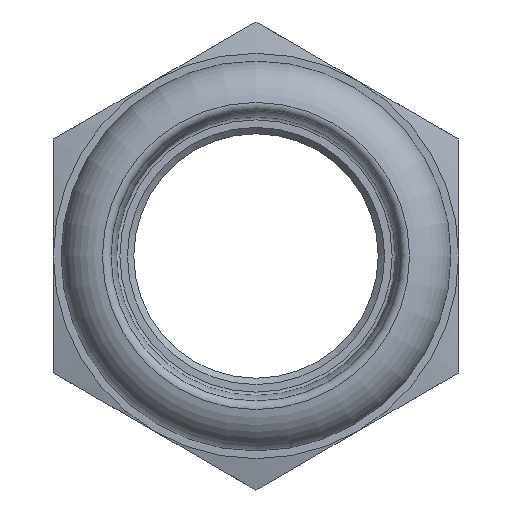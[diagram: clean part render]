
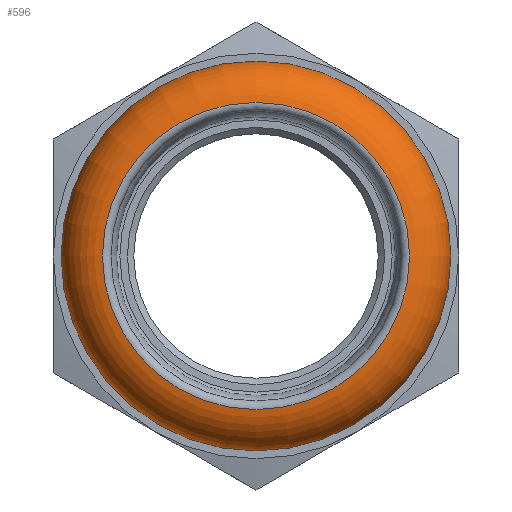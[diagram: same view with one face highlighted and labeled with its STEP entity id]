
A CAD part, front view. The second image highlights one B-rep face of the part: STEP entity #596.
In plain terms, the highlighted toroidal (fillet/blend) face has major radius 11.646 mm and minor radius 3.759 mm.
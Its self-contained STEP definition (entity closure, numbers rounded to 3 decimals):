
#107=FACE_OUTER_BOUND('',#146,.T.);
#146=EDGE_LOOP('',(#399,#400,#401,#402,#403,#404));
#189=CIRCLE('',#656,12.65);
#190=CIRCLE('',#657,12.65);
#191=CIRCLE('',#658,3.759);
#192=CIRCLE('',#659,12.127);
#193=CIRCLE('',#660,12.127);
#244=VERTEX_POINT('',#957);
#245=VERTEX_POINT('',#958);
#246=VERTEX_POINT('',#961);
#247=VERTEX_POINT('',#963);
#304=EDGE_CURVE('',#244,#245,#189,.T.);
#305=EDGE_CURVE('',#245,#244,#190,.T.);
#306=EDGE_CURVE('',#245,#246,#191,.T.);
#307=EDGE_CURVE('',#247,#246,#192,.T.);
#308=EDGE_CURVE('',#246,#247,#193,.T.);
#399=ORIENTED_EDGE('',*,*,#304,.F.);
#400=ORIENTED_EDGE('',*,*,#305,.F.);
#401=ORIENTED_EDGE('',*,*,#306,.T.);
#402=ORIENTED_EDGE('',*,*,#307,.F.);
#403=ORIENTED_EDGE('',*,*,#308,.F.);
#404=ORIENTED_EDGE('',*,*,#306,.F.);
#589=TOROIDAL_SURFACE('',#655,11.646,3.759);
#596=ADVANCED_FACE('',(#107),#589,.T.);
#655=AXIS2_PLACEMENT_3D('',#956,#751,#752);
#656=AXIS2_PLACEMENT_3D('',#959,#753,#754);
#657=AXIS2_PLACEMENT_3D('',#960,#755,#756);
#658=AXIS2_PLACEMENT_3D('',#962,#757,#758);
#659=AXIS2_PLACEMENT_3D('',#964,#759,#760);
#660=AXIS2_PLACEMENT_3D('',#965,#761,#762);
#751=DIRECTION('center_axis',(0.,1.,0.));
#752=DIRECTION('ref_axis',(0.,0.,1.));
#753=DIRECTION('center_axis',(0.,1.,0.));
#754=DIRECTION('ref_axis',(0.,0.,1.));
#755=DIRECTION('center_axis',(0.,1.,0.));
#756=DIRECTION('ref_axis',(0.,0.,1.));
#757=DIRECTION('center_axis',(-1.,0.,0.));
#758=DIRECTION('ref_axis',(0.,0.,-1.));
#759=DIRECTION('center_axis',(0.,-1.,0.));
#760=DIRECTION('ref_axis',(0.,0.,1.));
#761=DIRECTION('center_axis',(0.,-1.,0.));
#762=DIRECTION('ref_axis',(0.,0.,1.));
#956=CARTESIAN_POINT('Origin',(0.,-18.267,0.));
#957=CARTESIAN_POINT('',(0.,-14.645,12.65));
#958=CARTESIAN_POINT('',(0.,-14.645,-12.65));
#959=CARTESIAN_POINT('Origin',(0.,-14.645,0.));
#960=CARTESIAN_POINT('Origin',(0.,-14.645,0.));
#961=CARTESIAN_POINT('',(0.,-21.995,-12.127));
#962=CARTESIAN_POINT('Origin',(0.,-18.267,
-11.646));
#963=CARTESIAN_POINT('',(0.,-21.995,12.127));
#964=CARTESIAN_POINT('Origin',(0.,-21.995,0.));
#965=CARTESIAN_POINT('Origin',(0.,-21.995,0.));
